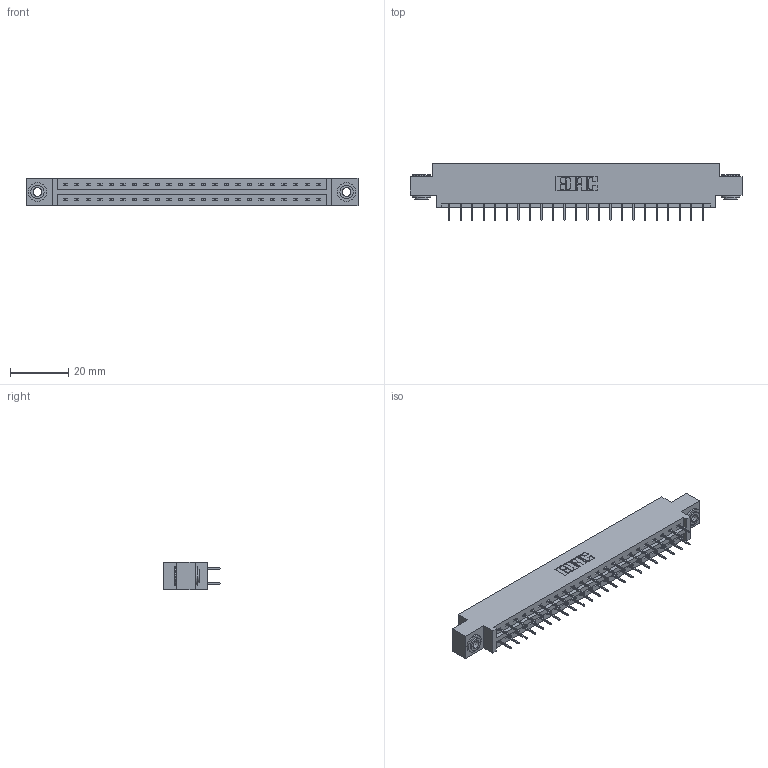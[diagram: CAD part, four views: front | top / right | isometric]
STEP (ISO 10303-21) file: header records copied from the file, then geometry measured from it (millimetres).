
FILE_DESCRIPTION (( 'STEP AP203' ), '1' );
FILE_NAME ('387-046-524-803.STEP', '2018-09-20T03:47:11', ( '' ), ( '' ), 'SwSTEP 2.0', 'SolidWorks 2016', '' );
FILE_SCHEMA (( 'CONFIG_CONTROL_DESIGN' ));
Length unit declared in the file: inch
Products named in the file (4): 387-046-524-803; 337 Part_0.170 Offset - 0.156 Dia-TH; 345-292-001_345-293-124; 345-250-002_345-250-002-102
Assembly tree (49 placements, depth 2):
  387-046-524-803
    337 Part_0.170 Offset - 0.156 Dia-TH
    345-292-001_345-293-124  x46
    345-250-002_345-250-002-102  x2
Bounding box: 114.15 x 19.69 x 9.4 mm (x, y, z)
Volume: 11609.1 mm3; surface area: 13056.2 mm2
Topology: 49 solids, 49 shells, 2824 faces, 7989 edges, 5138 vertices
Faces by surface type: plane 2108, cylinder 708, cone 8
Entity records: 21146 total; most frequent: CARTESIAN_POINT 3553, ORIENTED_EDGE 3482, DIRECTION 3091, EDGE_CURVE 1741, VECTOR 1593, LINE 1593, VERTEX_POINT 1154, AXIS2_PLACEMENT_3D 749
